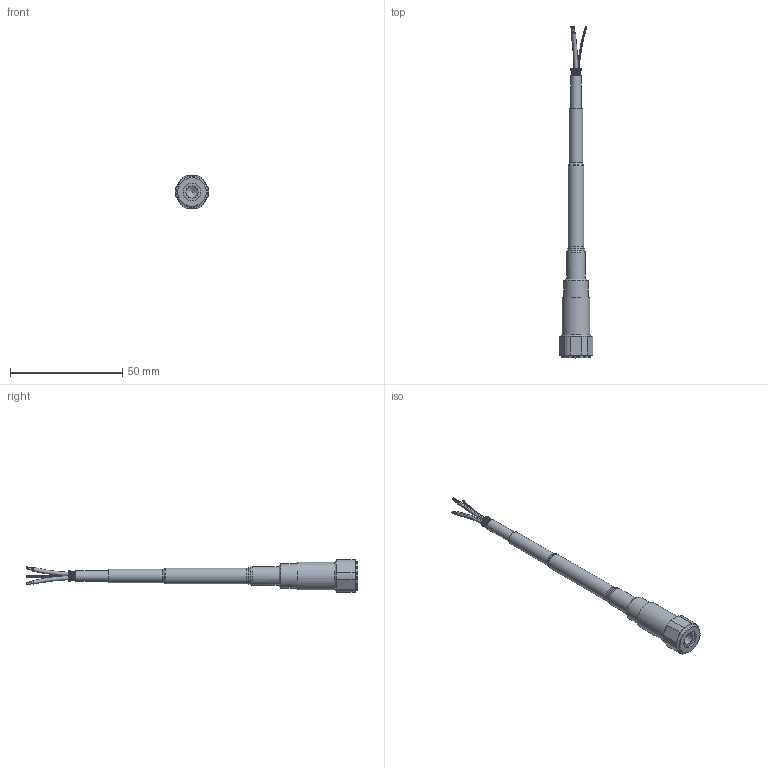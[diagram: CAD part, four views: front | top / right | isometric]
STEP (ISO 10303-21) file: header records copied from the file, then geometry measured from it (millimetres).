
FILE_DESCRIPTION(/* description */ (''),/* implementation_level */ '2;1');
FILE_NAME(/* name */ 'AC140-6N.stp',/* time_stamp */ '2019-10-21T14:53:47-04:00',/* author */ ('lcup'),/* organization */ ('CONNECTION TECHNOLOGY CENTER'),/* preprocessor_version */ 'ST-DEVELOPER v18',/* originating_system */ 'Autodesk Inventor 2020',/* authorisation */ '');
FILE_SCHEMA (('AUTOMOTIVE_DESIGN { 1 0 10303 214 3 1 1 }'));
Products named in the file (1): AC140-6N
Bounding box: 15.08 x 148.14 x 14.29 mm (x, y, z)
Volume: 6254.2 mm3; surface area: 7730.8 mm2
Topology: 2 solids, 2 shells, 961 faces, 3565 edges, 2181 vertices
Faces by surface type: bspline 502, plane 268, cylinder 138, torus 44, cone 9
Full cylindrical faces by diameter (mm): 0.127 x19, 0.203 x38, 1.27 x3, 2.032 x2, 3.581 x1, 4.826 x1, 4.898 x1, 5.016 x1, 5.105 x1, 5.359 x1, 5.588 x3, 5.914 x1, 5.994 x2, 6.032 x1, 7.048 x1, 7.061 x1, 7.112 x1, 7.874 x1, 8.128 x1, 9.195 x1, 10.922 x1, 12.446 x1, 12.7 x1
Entity records: 69771 total; most frequent: CARTESIAN_POINT 42588, ORIENTED_EDGE 7020, DIRECTION 4111, EDGE_CURVE 3510, VERTEX_POINT 2181, AXIS2_PLACEMENT_3D 1939, B_SPLINE_CURVE_WITH_KNOTS 1798, CIRCLE 1475
